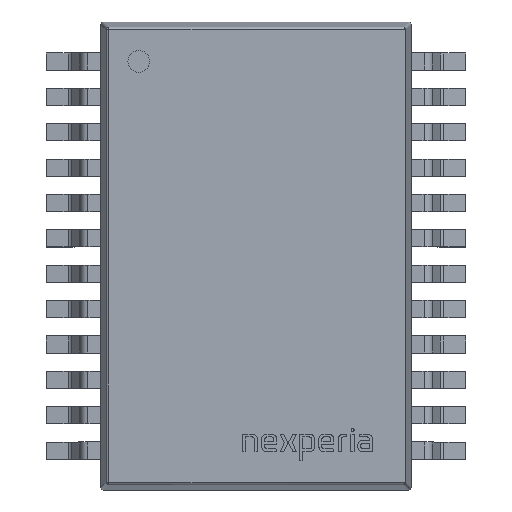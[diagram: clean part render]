
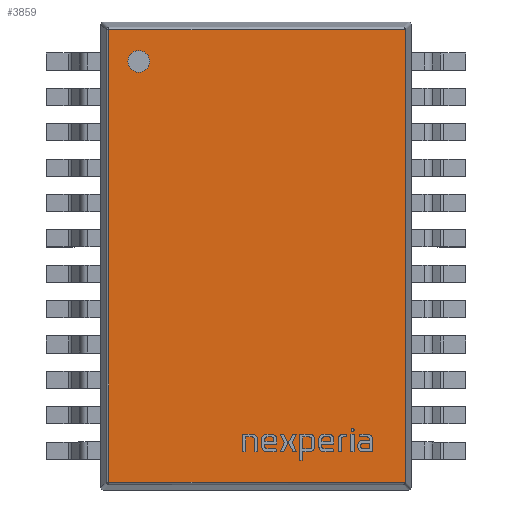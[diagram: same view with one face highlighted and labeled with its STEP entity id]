
A CAD part, top view. The second image highlights one B-rep face of the part: STEP entity #3859.
In plain terms, the highlighted planar face has unit normal (0, 0, 1).
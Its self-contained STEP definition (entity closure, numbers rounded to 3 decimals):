
#299=PLANE('',#4270);
#413=ELLIPSE('',#4215,0.051,0.05);
#417=ELLIPSE('',#4231,0.051,0.05);
#439=LINE('',#5610,#817);
#444=LINE('',#5629,#822);
#451=LINE('',#5647,#829);
#483=LINE('',#5721,#861);
#817=VECTOR('',#4593,10.);
#822=VECTOR('',#4612,10.);
#829=VECTOR('',#4629,10.);
#861=VECTOR('',#4709,10.);
#1279=FACE_OUTER_BOUND('',#1499,.T.);
#1499=EDGE_LOOP('',(#2873,#2874,#2875,#2876,#2877,#2878));
#1791=VERTEX_POINT('',#5581);
#1792=VERTEX_POINT('',#5583);
#1795=VERTEX_POINT('',#5590);
#1799=VERTEX_POINT('',#5602);
#1805=VERTEX_POINT('',#5619);
#1806=VERTEX_POINT('',#5621);
#2159=EDGE_CURVE('',#1791,#1792,#413,.T.);
#2172=EDGE_CURVE('',#1799,#1795,#439,.T.);
#2177=EDGE_CURVE('',#1805,#1806,#417,.T.);
#2181=EDGE_CURVE('',#1806,#1799,#444,.T.);
#2191=EDGE_CURVE('',#1795,#1791,#451,.T.);
#2232=EDGE_CURVE('',#1792,#1805,#483,.T.);
#2873=ORIENTED_EDGE('',*,*,#2177,.F.);
#2874=ORIENTED_EDGE('',*,*,#2232,.F.);
#2875=ORIENTED_EDGE('',*,*,#2159,.F.);
#2876=ORIENTED_EDGE('',*,*,#2191,.F.);
#2877=ORIENTED_EDGE('',*,*,#2172,.F.);
#2878=ORIENTED_EDGE('',*,*,#2181,.F.);
#3859=ADVANCED_FACE('',(#1279),#299,.T.);
#4215=AXIS2_PLACEMENT_3D('',#5584,#4563,#4564);
#4231=AXIS2_PLACEMENT_3D('',#5622,#4603,#4604);
#4270=AXIS2_PLACEMENT_3D('',#5731,#4725,#4726);
#4563=DIRECTION('center_axis',(0.,0.,-1.));
#4564=DIRECTION('ref_axis',(-0.707,0.707,0.));
#4593=DIRECTION('',(-1.,0.,0.));
#4603=DIRECTION('center_axis',(0.,0.,-1.));
#4604=DIRECTION('ref_axis',(0.707,0.707,0.));
#4612=DIRECTION('',(0.,-1.,0.));
#4629=DIRECTION('',(0.,1.,0.));
#4709=DIRECTION('',(1.,0.,0.));
#4725=DIRECTION('center_axis',(0.,0.,1.));
#4726=DIRECTION('ref_axis',(1.,0.,0.));
#5581=CARTESIAN_POINT('',(-4.156,2.75,1.87));
#5583=CARTESIAN_POINT('',(-4.15,2.75,1.87));
#5584=CARTESIAN_POINT('Origin',(-4.15,2.7,1.87));
#5590=CARTESIAN_POINT('',(-4.156,-2.706,1.87));
#5602=CARTESIAN_POINT('',(4.156,-2.706,1.87));
#5610=CARTESIAN_POINT('',(-1.075,-2.706,1.87));
#5619=CARTESIAN_POINT('',(4.15,2.75,1.87));
#5621=CARTESIAN_POINT('',(4.156,2.75,1.87));
#5622=CARTESIAN_POINT('Origin',(4.15,2.7,1.87));
#5629=CARTESIAN_POINT('',(4.156,-0.712,1.87));
#5647=CARTESIAN_POINT('',(-4.156,0.713,1.87));
#5721=CARTESIAN_POINT('',(2.15,2.75,1.87));
#5731=CARTESIAN_POINT('Origin',(0.,0.,
1.87));
